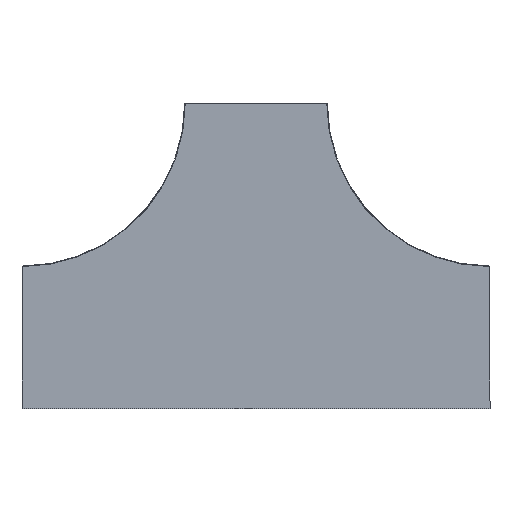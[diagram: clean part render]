
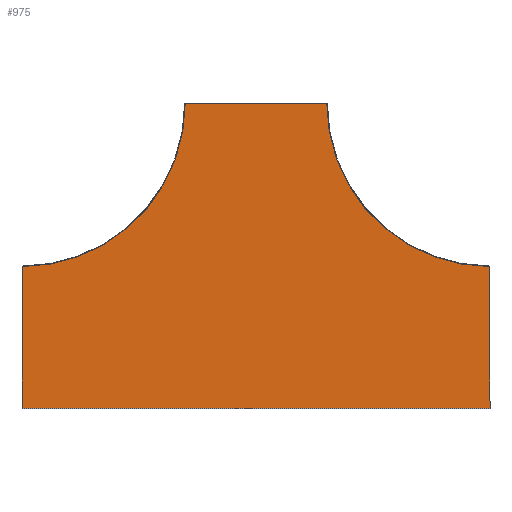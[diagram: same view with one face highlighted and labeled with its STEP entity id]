
A CAD part, front view. The second image highlights one B-rep face of the part: STEP entity #975.
In plain terms, the highlighted planar face has unit normal (0, -1, 0).
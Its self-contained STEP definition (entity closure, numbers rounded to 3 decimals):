
#124 = AXIS2_PLACEMENT_3D ( 'NONE', #923, #955, #1175 ) ;
#142 = AXIS2_PLACEMENT_3D ( 'NONE', #617, #625, #630 ) ;
#165 = CARTESIAN_POINT ( 'NONE',  ( -252.5, -1., 0. ) ) ;
#213 = AXIS2_PLACEMENT_3D ( 'NONE', #822, #819, #1037 ) ;
#255 = VECTOR ( 'NONE', #1135, 1000. ) ;
#303 = VERTEX_POINT ( 'NONE', #738 ) ;
#341 = EDGE_LOOP ( 'NONE', ( #748, #929, #1011, #694, #797, #367 ) ) ;
#346 = VERTEX_POINT ( 'NONE', #935 ) ;
#367 = ORIENTED_EDGE ( 'NONE', *, *, #1108, .F. ) ;
#389 = VERTEX_POINT ( 'NONE', #873 ) ;
#424 = LINE ( 'NONE', #939, #493 ) ;
#466 = DIRECTION ( 'NONE',  ( -1., 0., 0. ) ) ;
#493 = VECTOR ( 'NONE', #466, 1000. ) ;
#518 = CIRCLE ( 'NONE', #142, 582.5 ) ;
#522 = VERTEX_POINT ( 'NONE', #894 ) ;
#537 = CARTESIAN_POINT ( 'NONE',  ( -835., -1., -582.5 ) ) ;
#548 = LINE ( 'NONE', #951, #255 ) ;
#617 = CARTESIAN_POINT ( 'NONE',  ( 835., -1., 0. ) ) ;
#625 = DIRECTION ( 'NONE',  ( 0., 1., 0. ) ) ;
#630 = DIRECTION ( 'NONE',  ( 0., 0., 1. ) ) ;
#667 = LINE ( 'NONE', #1006, #944 ) ;
#671 = DIRECTION ( 'NONE',  ( 0., 0., 1. ) ) ;
#680 = VERTEX_POINT ( 'NONE', #537 ) ;
#689 = CARTESIAN_POINT ( 'NONE',  ( 835., -1., -582.5 ) ) ;
#694 = ORIENTED_EDGE ( 'NONE', *, *, #1128, .T. ) ;
#738 = CARTESIAN_POINT ( 'NONE',  ( 252.5, -1., 0. ) ) ;
#748 = ORIENTED_EDGE ( 'NONE', *, *, #1093, .F. ) ;
#797 = ORIENTED_EDGE ( 'NONE', *, *, #1115, .F. ) ;
#802 = CIRCLE ( 'NONE', #124, 582.5 ) ;
#819 = DIRECTION ( 'NONE',  ( 0., -1., 0. ) ) ;
#822 = CARTESIAN_POINT ( 'NONE',  ( -835., -1., -582.5 ) ) ;
#841 = DIRECTION ( 'NONE',  ( 0., 0., 1. ) ) ;
#842 = PLANE ( 'NONE',  #213 ) ;
#873 = CARTESIAN_POINT ( 'NONE',  ( -835., -1., -1087.5 ) ) ;
#894 = CARTESIAN_POINT ( 'NONE',  ( 835., -1., -1087.5 ) ) ;
#923 = CARTESIAN_POINT ( 'NONE',  ( -835., -1., 0. ) ) ;
#929 = ORIENTED_EDGE ( 'NONE', *, *, #1054, .T. ) ;
#935 = CARTESIAN_POINT ( 'NONE',  ( 835., -1., -582.5 ) ) ;
#939 = CARTESIAN_POINT ( 'NONE',  ( 0., -1., -1087.5 ) ) ;
#944 = VECTOR ( 'NONE', #671, 1000. ) ;
#951 = CARTESIAN_POINT ( 'NONE',  ( -252.5, -1., 0. ) ) ;
#955 = DIRECTION ( 'NONE',  ( 0., -1., 0. ) ) ;
#975 = ADVANCED_FACE ( 'NONE', ( #1097 ), #842, .T. ) ;
#1006 = CARTESIAN_POINT ( 'NONE',  ( -835., -1., -582.5 ) ) ;
#1011 = ORIENTED_EDGE ( 'NONE', *, *, #1101, .T. ) ;
#1037 = DIRECTION ( 'NONE',  ( 0., 0., -1. ) ) ;
#1046 = VERTEX_POINT ( 'NONE', #165 ) ;
#1054 = EDGE_CURVE ( 'NONE', #522, #346, #1104, .T. ) ;
#1089 = VECTOR ( 'NONE', #841, 1000. ) ;
#1093 = EDGE_CURVE ( 'NONE', #522, #389, #424, .T. ) ;
#1097 = FACE_OUTER_BOUND ( 'NONE', #341, .T. ) ;
#1101 = EDGE_CURVE ( 'NONE', #346, #303, #518, .T. ) ;
#1104 = LINE ( 'NONE', #689, #1089 ) ;
#1108 = EDGE_CURVE ( 'NONE', #389, #680, #667, .T. ) ;
#1115 = EDGE_CURVE ( 'NONE', #680, #1046, #802, .T. ) ;
#1128 = EDGE_CURVE ( 'NONE', #303, #1046, #548, .T. ) ;
#1135 = DIRECTION ( 'NONE',  ( -1., 0., 0. ) ) ;
#1175 = DIRECTION ( 'NONE',  ( 0., 0., 1. ) ) ;
